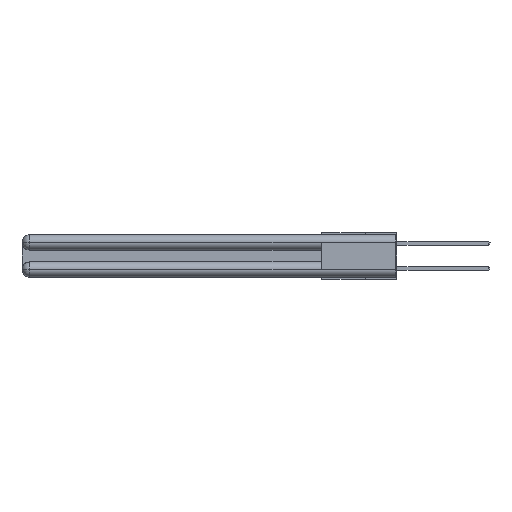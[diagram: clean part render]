
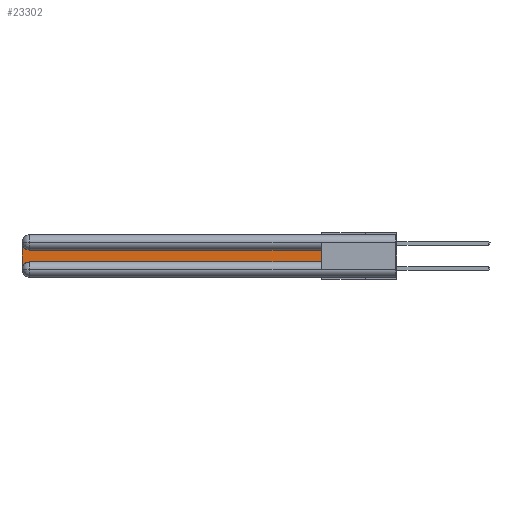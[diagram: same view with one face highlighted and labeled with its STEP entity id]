
A CAD part, left-side view. The second image highlights one B-rep face of the part: STEP entity #23302.
In plain terms, the highlighted planar face has unit normal (-1, 0, 0).
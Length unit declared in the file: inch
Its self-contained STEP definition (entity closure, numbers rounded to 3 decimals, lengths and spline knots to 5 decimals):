
#382 = ORIENTED_EDGE ( 'NONE', *, *, #1969, .T. ) ;
#383 = DIRECTION ( 'NONE',  ( 0., 1., 0. ) ) ;
#437 = EDGE_CURVE ( 'NONE', #21916, #30536, #30566, .T. ) ;
#769 = ORIENTED_EDGE ( 'NONE', *, *, #437, .T. ) ;
#924 = VECTOR ( 'NONE', #27528, 39.37008 ) ;
#1366 = CARTESIAN_POINT ( 'NONE',  ( 0.075, 2.94, -0.2175 ) ) ;
#1969 = EDGE_CURVE ( 'NONE', #30536, #12498, #11430, .T. ) ;
#2463 = CARTESIAN_POINT ( 'NONE',  ( 0.075, 0.6, -0.2175 ) ) ;
#2902 = DIRECTION ( 'NONE',  ( 1., 0., 0. ) ) ;
#3018 = DIRECTION ( 'NONE',  ( 0., 0., -1. ) ) ;
#3879 = VERTEX_POINT ( 'NONE', #7796 ) ;
#4531 = DIRECTION ( 'NONE',  ( 0., 0., -1. ) ) ;
#7796 = CARTESIAN_POINT ( 'NONE',  ( 0.075, 2.94, -0.1225 ) ) ;
#7972 = DIRECTION ( 'NONE',  ( 0., -1., 0. ) ) ;
#8544 = AXIS2_PLACEMENT_3D ( 'NONE', #20481, #9896, #28554 ) ;
#9282 = VERTEX_POINT ( 'NONE', #26094 ) ;
#9442 = FACE_OUTER_BOUND ( 'NONE', #32670, .T. ) ;
#9896 = DIRECTION ( 'NONE',  ( 1., 0., 0. ) ) ;
#10677 = VECTOR ( 'NONE', #383, 39.37008 ) ;
#11430 = CIRCLE ( 'NONE', #11969, 0.06 ) ;
#11969 = AXIS2_PLACEMENT_3D ( 'NONE', #25939, #17842, #4531 ) ;
#12241 = CARTESIAN_POINT ( 'NONE',  ( 0.075, 0.6, -0.2175 ) ) ;
#12403 = LINE ( 'NONE', #2463, #29532 ) ;
#12498 = VERTEX_POINT ( 'NONE', #1366 ) ;
#15697 = VERTEX_POINT ( 'NONE', #31439 ) ;
#15712 = CIRCLE ( 'NONE', #8544, 0.06 ) ;
#16348 = CARTESIAN_POINT ( 'NONE',  ( 0.075, 0.6, -0.1225 ) ) ;
#16647 = CARTESIAN_POINT ( 'NONE',  ( 0.075, 3., -0.2175 ) ) ;
#17842 = DIRECTION ( 'NONE',  ( 1., 0., 0. ) ) ;
#18591 = LINE ( 'NONE', #16348, #10677 ) ;
#18892 = CARTESIAN_POINT ( 'NONE',  ( 0.075, 3., -0.1225 ) ) ;
#20030 = EDGE_CURVE ( 'NONE', #15697, #9282, #21886, .T. ) ;
#20481 = CARTESIAN_POINT ( 'NONE',  ( 0.075, 2.94, -0.0625 ) ) ;
#21420 = ORIENTED_EDGE ( 'NONE', *, *, #20030, .T. ) ;
#21886 = LINE ( 'NONE', #12241, #26923 ) ;
#21916 = VERTEX_POINT ( 'NONE', #30692 ) ;
#22490 = EDGE_CURVE ( 'NONE', #12498, #15697, #12403, .T. ) ;
#22948 = EDGE_CURVE ( 'NONE', #3879, #21916, #15712, .T. ) ;
#23302 = ADVANCED_FACE ( 'NONE', ( #9442 ), #24769, .F. ) ;
#23333 = ORIENTED_EDGE ( 'NONE', *, *, #28020, .T. ) ;
#24769 = PLANE ( 'NONE',  #25969 ) ;
#25939 = CARTESIAN_POINT ( 'NONE',  ( 0.075, 2.94, -0.2775 ) ) ;
#25969 = AXIS2_PLACEMENT_3D ( 'NONE', #18892, #2902, #3018 ) ;
#26094 = CARTESIAN_POINT ( 'NONE',  ( 0.075, 0.6, -0.1225 ) ) ;
#26158 = CARTESIAN_POINT ( 'NONE',  ( 0.075, 3., -0.2775 ) ) ;
#26923 = VECTOR ( 'NONE', #33963, 39.37008 ) ;
#27528 = DIRECTION ( 'NONE',  ( 0., 0., -1. ) ) ;
#28020 = EDGE_CURVE ( 'NONE', #9282, #3879, #18591, .T. ) ;
#28554 = DIRECTION ( 'NONE',  ( 0., 0., -1. ) ) ;
#29532 = VECTOR ( 'NONE', #7972, 39.37008 ) ;
#30536 = VERTEX_POINT ( 'NONE', #26158 ) ;
#30566 = LINE ( 'NONE', #16647, #924 ) ;
#30692 = CARTESIAN_POINT ( 'NONE',  ( 0.075, 3., -0.0625 ) ) ;
#31439 = CARTESIAN_POINT ( 'NONE',  ( 0.075, 0.6, -0.2175 ) ) ;
#31510 = ORIENTED_EDGE ( 'NONE', *, *, #22490, .T. ) ;
#32089 = ORIENTED_EDGE ( 'NONE', *, *, #22948, .T. ) ;
#32670 = EDGE_LOOP ( 'NONE', ( #23333, #32089, #769, #382, #31510, #21420 ) ) ;
#33963 = DIRECTION ( 'NONE',  ( 0., 0., 1. ) ) ;
